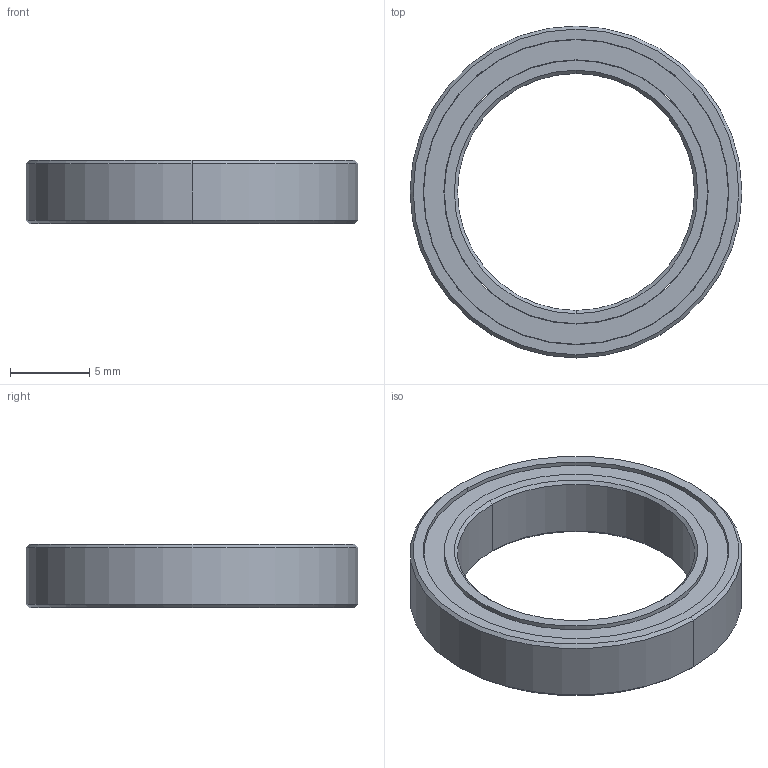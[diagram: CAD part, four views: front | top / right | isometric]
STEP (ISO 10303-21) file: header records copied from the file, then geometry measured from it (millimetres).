
FILE_DESCRIPTION (( 'STEP AP214' ), '1' );
FILE_NAME ('6656K182_Ball Bearing.STEP', '2025-01-21T16:56:28', ( '' ), ( '' ), 'SwSTEP 2.0', 'SolidWorks 2024', '' );
FILE_SCHEMA (( 'AUTOMOTIVE_DESIGN' ));
Length unit declared in the file: millimetre
Products named in the file (1): 6656K182_Ball Bearing
Bounding box: 21 x 21 x 4 mm (x, y, z)
Volume: 445.7 mm3; surface area: 1692.2 mm2
Topology: 18 solids, 18 shells, 70 faces, 182 edges, 120 vertices
Faces by surface type: sphere 28, cylinder 20, cone 8, plane 8, torus 6
Entity records: 1852 total; most frequent: DIRECTION 338, CARTESIAN_POINT 261, ORIENTED_EDGE 224, AXIS2_PLACEMENT_3D 155, EDGE_CURVE 112, CIRCLE 84, EDGE_LOOP 78, VERTEX_POINT 78
